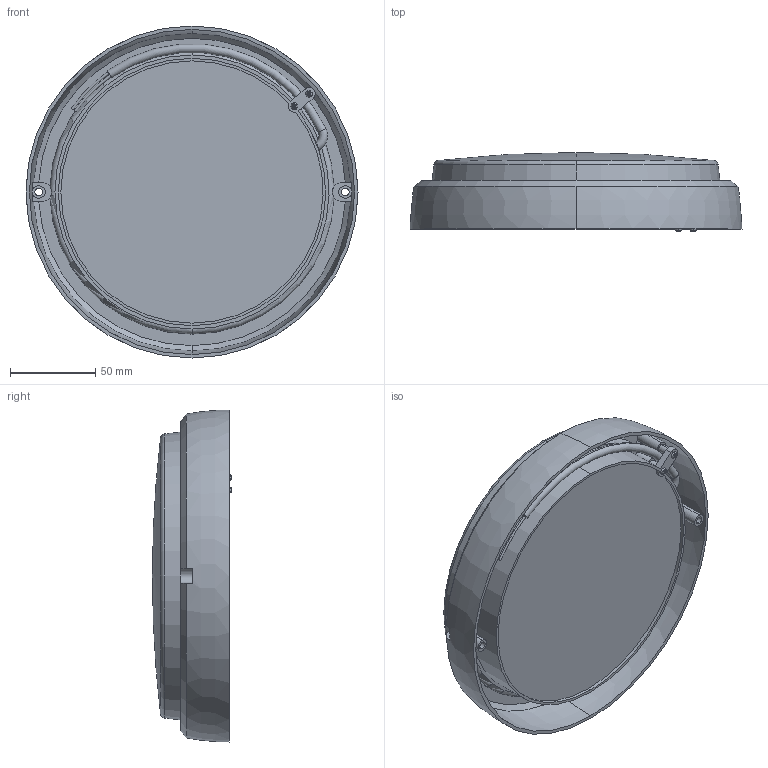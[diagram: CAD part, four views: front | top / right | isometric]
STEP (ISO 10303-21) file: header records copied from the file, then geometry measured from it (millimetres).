
FILE_DESCRIPTION (( 'STEP AP203' ), '1' );
FILE_NAME ('LDPO0-4003-15-4000-K01 Ñâåòèëüíèê LED ÄÏÎ 4003 15Âò IP54 4000K êðóã áåëûé IEK.STEP', '2018-04-12T07:11:58', ( '' ), ( '' ), 'SwSTEP 2.0', 'SolidWorks 2014', '' );
FILE_SCHEMA (( 'CONFIG_CONTROL_DESIGN' ));
Length unit declared in the file: millimetre
Products named in the file (1): LDPO0-4003-15-4000-K01 Ñâåòèëüíèê LED ÄÏÎ 4003 15Âò IP54 4000K êðóã áåëûé IEK
Bounding box: 195 x 46.49 x 195 mm (x, y, z)
Volume: 891599.8 mm3; surface area: 112056.3 mm2
Topology: 1 solids, 1 shells, 116 faces, 304 edges, 200 vertices
Faces by surface type: plane 49, cylinder 35, torus 21, cone 9, sphere 2
Entity records: 4033 total; most frequent: CARTESIAN_POINT 1021, DIRECTION 646, ORIENTED_EDGE 608, EDGE_CURVE 304, AXIS2_PLACEMENT_3D 273, VERTEX_POINT 200, CIRCLE 156, EDGE_LOOP 132
